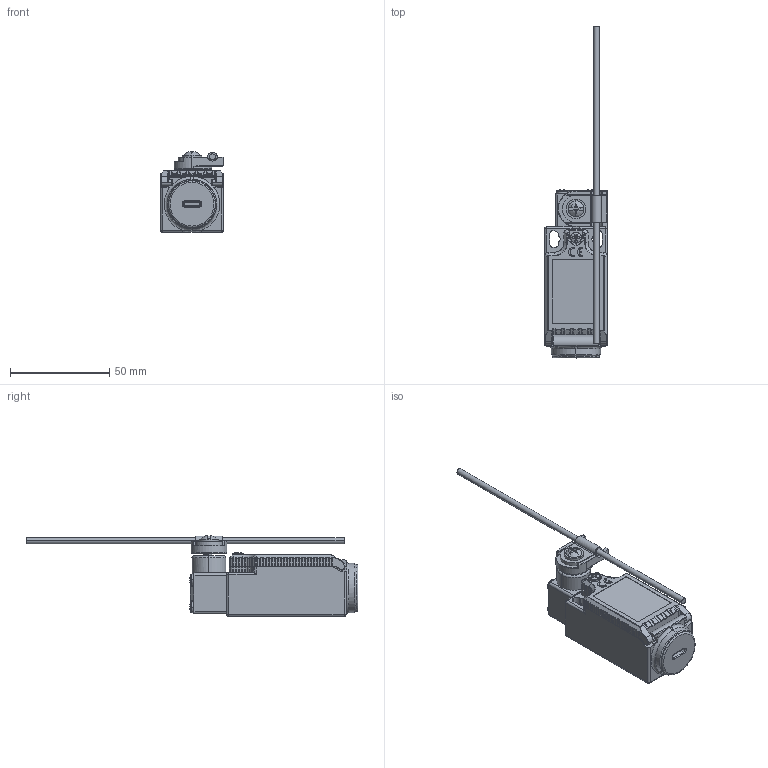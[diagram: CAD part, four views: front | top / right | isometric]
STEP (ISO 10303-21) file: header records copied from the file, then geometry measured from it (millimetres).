
FILE_DESCRIPTION (( 'STEP AP203' ), '1' );
FILE_NAME ('171-LSPS-Lever Arm (STEP format).STEP', '2016-11-24T15:22:06', ( '' ), ( '' ), 'SwSTEP 2.0', 'SolidWorks 2015', '' );
FILE_SCHEMA (( 'CONFIG_CONTROL_DESIGN' ));
Length unit declared in the file: millimetre
Products named in the file (1): 171-LSPS-Lever Arm (STEP format)
Bounding box: 31.7 x 167 x 40.58 mm (x, y, z)
Volume: 31585.6 mm3; surface area: 33000.9 mm2
Topology: 13 solids, 13 shells, 2495 faces, 6811 edges, 4381 vertices
Faces by surface type: plane 1086, cylinder 1054, bspline 218, cone 83, torus 54
Entity records: 99150 total; most frequent: CARTESIAN_POINT 39800, ORIENTED_EDGE 13552, DIRECTION 10899, EDGE_CURVE 6776, VERTEX_POINT 4381, VECTOR 3839, LINE 3839, AXIS2_PLACEMENT_3D 3530
